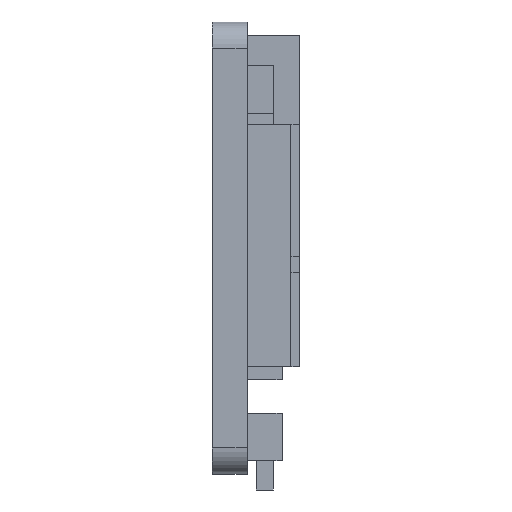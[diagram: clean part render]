
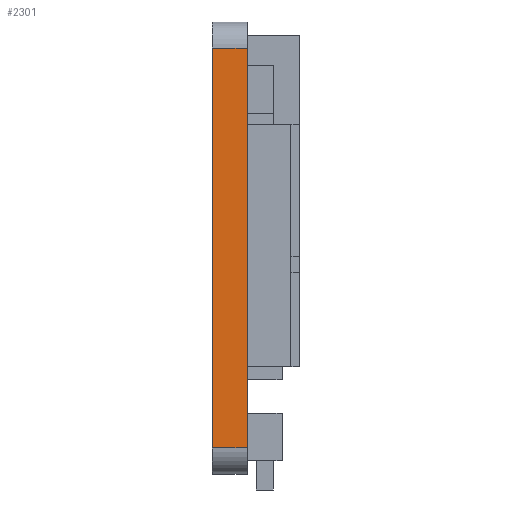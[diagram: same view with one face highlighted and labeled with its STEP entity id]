
A CAD part, left-side view. The second image highlights one B-rep face of the part: STEP entity #2301.
In plain terms, the highlighted planar face has unit normal (-1, 0, 0).
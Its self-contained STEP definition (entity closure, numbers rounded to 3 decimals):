
#120=PLANE('',#2537);
#243=FACE_OUTER_BOUND('',#369,.T.);
#369=EDGE_LOOP('',(#1763,#1764,#1765,#1766));
#581=LINE('',#3549,#801);
#582=LINE('',#3553,#802);
#583=LINE('',#3555,#803);
#584=LINE('',#3556,#804);
#801=VECTOR('',#2931,10.);
#802=VECTOR('',#2936,10.);
#803=VECTOR('',#2937,10.);
#804=VECTOR('',#2938,10.);
#1155=VERTEX_POINT('',#3546);
#1156=VERTEX_POINT('',#3548);
#1157=VERTEX_POINT('',#3552);
#1158=VERTEX_POINT('',#3554);
#1406=EDGE_CURVE('',#1155,#1156,#581,.T.);
#1408=EDGE_CURVE('',#1155,#1157,#582,.T.);
#1409=EDGE_CURVE('',#1157,#1158,#583,.T.);
#1410=EDGE_CURVE('',#1158,#1156,#584,.T.);
#1763=ORIENTED_EDGE('',*,*,#1408,.T.);
#1764=ORIENTED_EDGE('',*,*,#1409,.T.);
#1765=ORIENTED_EDGE('',*,*,#1410,.T.);
#1766=ORIENTED_EDGE('',*,*,#1406,.F.);
#2301=ADVANCED_FACE('',(#243),#120,.F.);
#2537=AXIS2_PLACEMENT_3D('',#3551,#2934,#2935);
#2931=DIRECTION('',(0.,1.,0.));
#2934=DIRECTION('center_axis',(1.,0.,0.));
#2935=DIRECTION('ref_axis',(0.,0.,-1.));
#2936=DIRECTION('',(0.,0.,1.));
#2937=DIRECTION('',(0.,1.,0.));
#2938=DIRECTION('',(0.,0.,-1.));
#3546=CARTESIAN_POINT('',(-32.605,0.,-11.475));
#3548=CARTESIAN_POINT('',(-32.605,2.,-11.475));
#3549=CARTESIAN_POINT('',(-32.605,0.,-11.475));
#3551=CARTESIAN_POINT('Origin',(-32.605,0.,11.475));
#3552=CARTESIAN_POINT('',(-32.605,0.,11.475));
#3553=CARTESIAN_POINT('',(-32.605,0.,-11.475));
#3554=CARTESIAN_POINT('',(-32.605,2.,11.475));
#3555=CARTESIAN_POINT('',(-32.605,0.,11.475));
#3556=CARTESIAN_POINT('',(-32.605,2.,-11.475));
